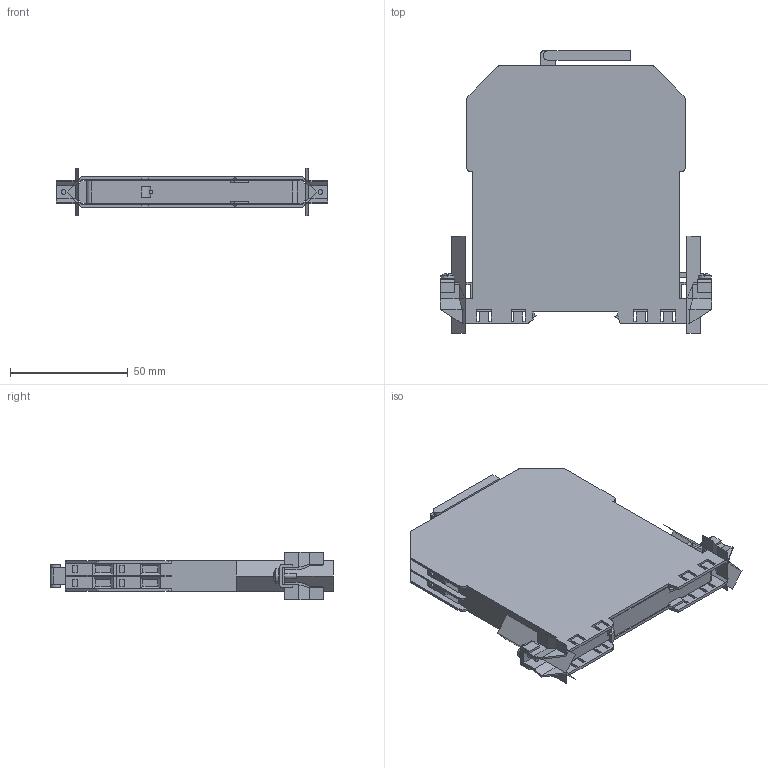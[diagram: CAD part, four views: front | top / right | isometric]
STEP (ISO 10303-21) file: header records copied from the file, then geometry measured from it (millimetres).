
FILE_DESCRIPTION((''),'2;1');
FILE_NAME('ZENER_BARRIER','2010-01-27T',('JSchaeffner'),(''),'PRO/ENGINEER BY PARAMETRIC TECHNOLOGY CORPORATION, 2006140','PRO/ENGINEER BY PARAMETRIC TECHNOLOGY CORPORATION, 2006140','');
FILE_SCHEMA(('CONFIG_CONTROL_DESIGN'));
Length unit declared in the file: millimetre
Products named in the file (1): ZENER_BARRIER
Bounding box: 115 x 119.75 x 20 mm (x, y, z)
Volume: 114594 mm3; surface area: 36425.6 mm2
Topology: 4 solids, 10 shells, 509 faces, 1390 edges, 896 vertices
Faces by surface type: plane 426, cylinder 75, bspline 4, sphere 4
Entity records: 21347 total; most frequent: CARTESIAN_POINT 2920, ORIENTED_EDGE 2748, DIRECTION 2602, PRESENTATION_STYLE_ASSIGNMENT 1519, STYLED_ITEM 1400, CURVE_STYLE 1390, EDGE_CURVE 1390, VECTOR 1174
